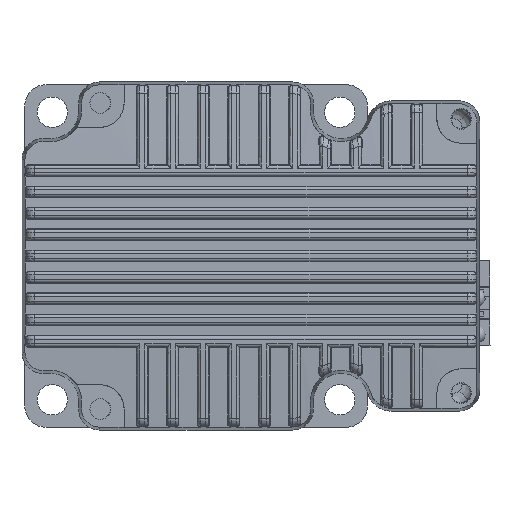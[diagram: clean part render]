
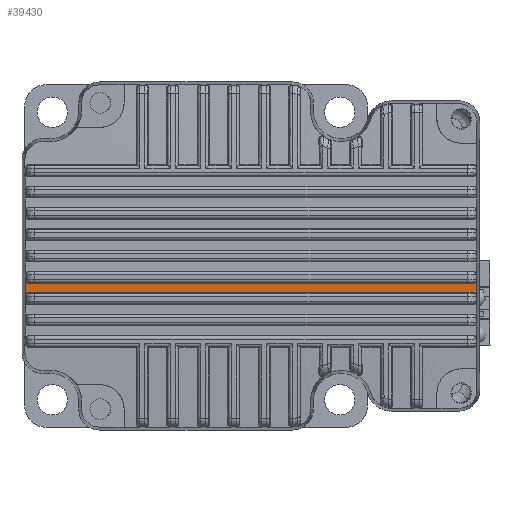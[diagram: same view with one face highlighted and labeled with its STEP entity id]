
A CAD part, front view. The second image highlights one B-rep face of the part: STEP entity #39430.
In plain terms, the highlighted cylindrical face has radius 272.359 mm (diameter 544.717 mm), a partial arc.
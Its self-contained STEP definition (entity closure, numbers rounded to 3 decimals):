
#613 = CARTESIAN_POINT ( 'NONE',  ( 56.886, -108.12, 57.468 ) ) ;
#616 = VERTEX_POINT ( 'NONE', #38131 ) ;
#1314 = CARTESIAN_POINT ( 'NONE',  ( -16.711, -108.114, 57.1 ) ) ;
#2199 = CARTESIAN_POINT ( 'NONE',  ( 56.386, -108.114, 57.1 ) ) ;
#2373 = CARTESIAN_POINT ( 'NONE',  ( -17.212, -108.073, 55.042 ) ) ;
#2477 = VERTEX_POINT ( 'NONE', #1314 ) ;
#2702 = CARTESIAN_POINT ( 'NONE',  ( -17.211, -108.093, 55.894 ) ) ;
#2775 = CARTESIAN_POINT ( 'NONE',  ( -17.158, -108.079, 55.303 ) ) ;
#3146 = VERTEX_POINT ( 'NONE', #36517 ) ;
#3503 = AXIS2_PLACEMENT_3D ( 'NONE', #26389, #4787, #20170 ) ;
#3753 = CARTESIAN_POINT ( 'NONE',  ( 56.647, -108.115, 57.154 ) ) ;
#4787 = DIRECTION ( 'NONE',  ( -1., 0., 0. ) ) ;
#5037 = CARTESIAN_POINT ( 'NONE',  ( -16.972, -108.115, 57.154 ) ) ;
#5252 = CARTESIAN_POINT ( 'NONE',  ( 56.886, -108.11, 56.747 ) ) ;
#5788 = CARTESIAN_POINT ( 'NONE',  ( 56.886, -108.073, 55.042 ) ) ;
#5830 = CARTESIAN_POINT ( 'NONE',  ( -17.211, -108.122, 57.6 ) ) ;
#5924 = CARTESIAN_POINT ( 'NONE',  ( -16.844, -108.084, 55.541 ) ) ;
#6334 = EDGE_CURVE ( 'NONE', #13739, #3146, #23687, .T. ) ;
#6690 = LINE ( 'NONE', #17413, #13003 ) ;
#6740 = LINE ( 'NONE', #24684, #22148 ) ;
#6907 = CARTESIAN_POINT ( 'NONE',  ( 56.386, -108.114, 57.1 ) ) ;
#7165 =( BOUNDED_CURVE ( )  B_SPLINE_CURVE ( 3, ( #39605, #5252, #24267, #5788 ),
 .UNSPECIFIED., .F., .T. ) 
 B_SPLINE_CURVE_WITH_KNOTS ( ( 4, 4 ),
 ( 0.015, 0.024 ),
 .UNSPECIFIED. ) 
 CURVE ( )  GEOMETRIC_REPRESENTATION_ITEM ( )  RATIONAL_B_SPLINE_CURVE ( ( 1., 1., 1., 1. ) ) 
 REPRESENTATION_ITEM ( '' )  );
#7508 = VERTEX_POINT ( 'NONE', #21701 ) ;
#8049 = CARTESIAN_POINT ( 'NONE',  ( -16.711, -108.114, 57.1 ) ) ;
#8184 = CARTESIAN_POINT ( 'NONE',  ( -17.211, -108.12, 57.468 ) ) ;
#8524 = EDGE_CURVE ( 'NONE', #13739, #12119, #12151, .T. ) ;
#9480 = EDGE_CURVE ( 'NONE', #3146, #616, #6740, .T. ) ;
#10625 = EDGE_CURVE ( 'NONE', #7508, #18997, #7165, .T. ) ;
#11936 = EDGE_CURVE ( 'NONE', #7508, #33511, #13680, .T. ) ;
#12042 = CARTESIAN_POINT ( 'NONE',  ( -17.212, -108.076, 55.174 ) ) ;
#12119 = VERTEX_POINT ( 'NONE', #14176 ) ;
#12151 =( BOUNDED_CURVE ( )  B_SPLINE_CURVE ( 3, ( #21198, #2702, #24309, #5830 ),
 .UNSPECIFIED., .F., .T. ) 
 B_SPLINE_CURVE_WITH_KNOTS ( ( 4, 4 ),
 ( 3.118, 3.127 ),
 .UNSPECIFIED. ) 
 CURVE ( )  GEOMETRIC_REPRESENTATION_ITEM ( )  RATIONAL_B_SPLINE_CURVE ( ( 1., 1., 1., 1. ) ) 
 REPRESENTATION_ITEM ( '' )  );
#13003 = VECTOR ( 'NONE', #14496, 1000. ) ;
#13004 = CARTESIAN_POINT ( 'NONE',  ( 56.886, -108.073, 55.042 ) ) ;
#13600 = ORIENTED_EDGE ( 'NONE', *, *, #11936, .T. ) ;
#13638 = CARTESIAN_POINT ( 'NONE',  ( 56.886, -108.076, 55.174 ) ) ;
#13680 = B_SPLINE_CURVE_WITH_KNOTS ( 'NONE', 3,
 ( #19140, #613, #22242, #3753, #25370, #6907 ),
 .UNSPECIFIED., .F., .F.,
 ( 4, 2, 4 ),
 ( 0., 0., 0.001 ),
 .UNSPECIFIED. ) ;
#13739 = VERTEX_POINT ( 'NONE', #2373 ) ;
#14176 = CARTESIAN_POINT ( 'NONE',  ( -17.211, -108.122, 57.6 ) ) ;
#14496 = DIRECTION ( 'NONE',  ( -1., 0., 0. ) ) ;
#14870 = EDGE_CURVE ( 'NONE', #33511, #2477, #6690, .T. ) ;
#15748 = ORIENTED_EDGE ( 'NONE', *, *, #28905, .F. ) ;
#16716 = CARTESIAN_POINT ( 'NONE',  ( 56.648, -108.083, 55.487 ) ) ;
#17338 = CARTESIAN_POINT ( 'NONE',  ( -16.843, -108.114, 57.1 ) ) ;
#17413 = CARTESIAN_POINT ( 'NONE',  ( 184.931, -108.114, 57.1 ) ) ;
#17885 = EDGE_CURVE ( 'NONE', #2477, #12119, #18222, .T. ) ;
#18222 = B_SPLINE_CURVE_WITH_KNOTS ( 'NONE', 3,
 ( #8049, #17338, #5037, #26642, #8184, #29745 ),
 .UNSPECIFIED., .F., .F.,
 ( 4, 2, 4 ),
 ( 0., 0., 0.001 ),
 .UNSPECIFIED. ) ;
#18997 = VERTEX_POINT ( 'NONE', #13004 ) ;
#19140 = CARTESIAN_POINT ( 'NONE',  ( 56.886, -108.122, 57.6 ) ) ;
#19779 = CARTESIAN_POINT ( 'NONE',  ( 56.386, -108.084, 55.541 ) ) ;
#20170 = DIRECTION ( 'NONE',  ( 0., 0., 1. ) ) ;
#21198 = CARTESIAN_POINT ( 'NONE',  ( -17.212, -108.073, 55.042 ) ) ;
#21653 = ORIENTED_EDGE ( 'NONE', *, *, #14870, .T. ) ;
#21701 = CARTESIAN_POINT ( 'NONE',  ( 56.886, -108.122, 57.6 ) ) ;
#22148 = VECTOR ( 'NONE', #40023, 1000. ) ;
#22242 = CARTESIAN_POINT ( 'NONE',  ( 56.831, -108.118, 57.339 ) ) ;
#22899 = ORIENTED_EDGE ( 'NONE', *, *, #17885, .T. ) ;
#23687 = B_SPLINE_CURVE_WITH_KNOTS ( 'NONE', 3,
 ( #36660, #12042, #2775, #24391, #5924, #27509 ),
 .UNSPECIFIED., .F., .F.,
 ( 4, 2, 4 ),
 ( 0., 0., 0.001 ),
 .UNSPECIFIED. ) ;
#24267 = CARTESIAN_POINT ( 'NONE',  ( 56.886, -108.093, 55.894 ) ) ;
#24309 = CARTESIAN_POINT ( 'NONE',  ( -17.211, -108.11, 56.747 ) ) ;
#24391 = CARTESIAN_POINT ( 'NONE',  ( -16.973, -108.083, 55.487 ) ) ;
#24684 = CARTESIAN_POINT ( 'NONE',  ( 184.931, -108.084, 55.541 ) ) ;
#24757 = ORIENTED_EDGE ( 'NONE', *, *, #10625, .F. ) ;
#25370 = CARTESIAN_POINT ( 'NONE',  ( 56.518, -108.114, 57.1 ) ) ;
#26187 = B_SPLINE_CURVE_WITH_KNOTS ( 'NONE', 3,
 ( #32075, #13638, #35200, #16716, #38272, #19779 ),
 .UNSPECIFIED., .F., .F.,
 ( 4, 2, 4 ),
 ( 0., 0., 0.001 ),
 .UNSPECIFIED. ) ;
#26389 = CARTESIAN_POINT ( 'NONE',  ( 184.931, 164.208, 61.57 ) ) ;
#26642 = CARTESIAN_POINT ( 'NONE',  ( -17.157, -108.118, 57.339 ) ) ;
#27509 = CARTESIAN_POINT ( 'NONE',  ( -16.712, -108.084, 55.541 ) ) ;
#28905 = EDGE_CURVE ( 'NONE', #18997, #616, #26187, .T. ) ;
#29745 = CARTESIAN_POINT ( 'NONE',  ( -17.211, -108.122, 57.6 ) ) ;
#30464 = ORIENTED_EDGE ( 'NONE', *, *, #9480, .T. ) ;
#31620 = ORIENTED_EDGE ( 'NONE', *, *, #8524, .F. ) ;
#32075 = CARTESIAN_POINT ( 'NONE',  ( 56.886, -108.073, 55.042 ) ) ;
#33511 = VERTEX_POINT ( 'NONE', #2199 ) ;
#35200 = CARTESIAN_POINT ( 'NONE',  ( 56.832, -108.079, 55.303 ) ) ;
#36517 = CARTESIAN_POINT ( 'NONE',  ( -16.712, -108.084, 55.541 ) ) ;
#36660 = CARTESIAN_POINT ( 'NONE',  ( -17.212, -108.073, 55.042 ) ) ;
#37279 = EDGE_LOOP ( 'NONE', ( #31620, #39537, #30464, #15748, #24757, #13600, #21653, #22899 ) ) ;
#37941 = CYLINDRICAL_SURFACE ( 'NONE', #3503, 272.359 ) ;
#38131 = CARTESIAN_POINT ( 'NONE',  ( 56.386, -108.084, 55.541 ) ) ;
#38272 = CARTESIAN_POINT ( 'NONE',  ( 56.518, -108.084, 55.541 ) ) ;
#38877 = FACE_OUTER_BOUND ( 'NONE', #37279, .T. ) ;
#39430 = ADVANCED_FACE ( 'NONE', ( #38877 ), #37941, .T. ) ;
#39537 = ORIENTED_EDGE ( 'NONE', *, *, #6334, .T. ) ;
#39605 = CARTESIAN_POINT ( 'NONE',  ( 56.886, -108.122, 57.6 ) ) ;
#40023 = DIRECTION ( 'NONE',  ( 1., 0., 0. ) ) ;
